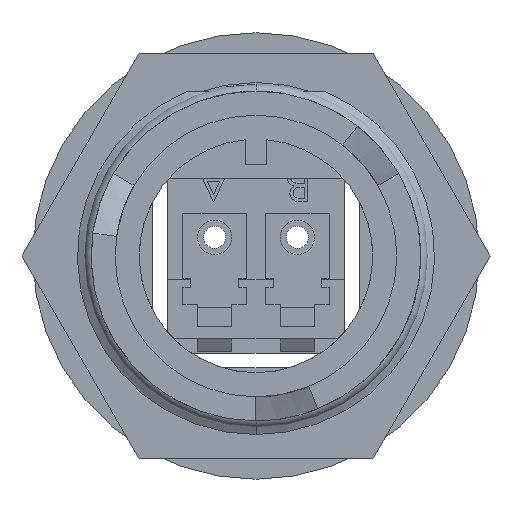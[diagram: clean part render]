
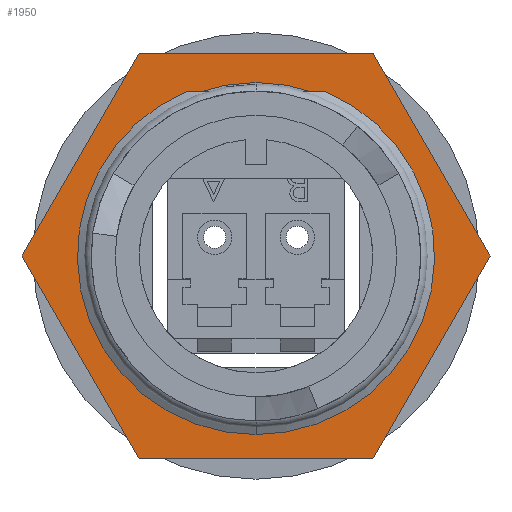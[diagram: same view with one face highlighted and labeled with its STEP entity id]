
A CAD part, front view. The second image highlights one B-rep face of the part: STEP entity #1950.
In plain terms, the highlighted planar face has unit normal (0, -1, 0).
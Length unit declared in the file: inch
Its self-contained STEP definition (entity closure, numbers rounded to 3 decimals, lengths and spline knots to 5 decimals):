
#1835 = EDGE_CURVE ( 'NONE', #1852, #1836, #8067, .T. ) ;
#1836 = VERTEX_POINT ( 'NONE', #8120 ) ;
#1846 = EDGE_CURVE ( 'NONE', #1836, #1847, #8104, .T. ) ;
#1847 = VERTEX_POINT ( 'NONE', #8100 ) ;
#1850 = EDGE_CURVE ( 'NONE', #1851, #1852, #8099, .T. ) ;
#1851 = VERTEX_POINT ( 'NONE', #8095 ) ;
#1852 = VERTEX_POINT ( 'NONE', #8094 ) ;
#1866 = EDGE_CURVE ( 'NONE', #1867, #1868, #8171, .T. ) ;
#1867 = VERTEX_POINT ( 'NONE', #8167 ) ;
#1868 = VERTEX_POINT ( 'NONE', #8166 ) ;
#1877 = EDGE_CURVE ( 'NONE', #1895, #1851, #8154, .T. ) ;
#1894 = EDGE_CURVE ( 'NONE', #1912, #1895, #8182, .T. ) ;
#1895 = VERTEX_POINT ( 'NONE', #8242 ) ;
#1911 = EDGE_CURVE ( 'NONE', #1847, #1912, #8217, .T. ) ;
#1912 = VERTEX_POINT ( 'NONE', #8213 ) ;
#1934 = ORIENTED_EDGE ( 'NONE', *, *, #1850, .F. ) ;
#1935 = ORIENTED_EDGE ( 'NONE', *, *, #1877, .F. ) ;
#1936 = ORIENTED_EDGE ( 'NONE', *, *, #1894, .F. ) ;
#1937 = ORIENTED_EDGE ( 'NONE', *, *, #1911, .F. ) ;
#1938 = ORIENTED_EDGE ( 'NONE', *, *, #1846, .F. ) ;
#1939 = ORIENTED_EDGE ( 'NONE', *, *, #1835, .F. ) ;
#1950 = ADVANCED_FACE ( 'NONE', ( #8292, #8291 ), #8297, .F. ) ;
#1951 = EDGE_LOOP ( 'NONE', ( #1952, #1954 ) ) ;
#1952 = ORIENTED_EDGE ( 'NONE', *, *, #1953, .T. ) ;
#1953 = EDGE_CURVE ( 'NONE', #1868, #1867, #8286, .T. ) ;
#1954 = ORIENTED_EDGE ( 'NONE', *, *, #1866, .T. ) ;
#1955 = EDGE_LOOP ( 'NONE', ( #1934, #1935, #1936, #1937, #1938, #1939 ) ) ;
#8064 = DIRECTION ( 'NONE',  ( -0.5, 0., -0.866 ) ) ;
#8065 = VECTOR ( 'NONE', #8064, 39.37008 ) ;
#8066 = CARTESIAN_POINT ( 'NONE',  ( 0.68127, 0., 0. ) ) ;
#8067 = LINE ( 'NONE', #8066, #8065 ) ;
#8094 = CARTESIAN_POINT ( 'NONE',  ( 0.68127, 0., 0. ) ) ;
#8095 = CARTESIAN_POINT ( 'NONE',  ( 0.34064, 0., 0.59 ) ) ;
#8096 = DIRECTION ( 'NONE',  ( 0.5, 0., -0.866 ) ) ;
#8097 = VECTOR ( 'NONE', #8096, 39.37008 ) ;
#8098 = CARTESIAN_POINT ( 'NONE',  ( 0.34064, 0., 0.59 ) ) ;
#8099 = LINE ( 'NONE', #8098, #8097 ) ;
#8100 = CARTESIAN_POINT ( 'NONE',  ( -0.34064, 0., -0.59 ) ) ;
#8101 = DIRECTION ( 'NONE',  ( -1., 0., 0. ) ) ;
#8102 = VECTOR ( 'NONE', #8101, 39.37008 ) ;
#8103 = CARTESIAN_POINT ( 'NONE',  ( 0.34064, 0., -0.59 ) ) ;
#8104 = LINE ( 'NONE', #8103, #8102 ) ;
#8120 = CARTESIAN_POINT ( 'NONE',  ( 0.34064, 0., -0.59 ) ) ;
#8154 = LINE ( 'NONE', #8211, #8210 ) ;
#8166 = CARTESIAN_POINT ( 'NONE',  ( 0., 0., 0.505 ) ) ;
#8167 = CARTESIAN_POINT ( 'NONE',  ( 0., 0., -0.505 ) ) ;
#8168 = DIRECTION ( 'NONE',  ( 0., 0., 1. ) ) ;
#8169 = DIRECTION ( 'NONE',  ( 0., 1., 0. ) ) ;
#8170 = AXIS2_PLACEMENT_3D ( 'NONE', #8176, #8169, #8168 ) ;
#8171 = CIRCLE ( 'NONE', #8170, 0.505 ) ;
#8176 = CARTESIAN_POINT ( 'NONE',  ( 0., 0., 0. ) ) ;
#8179 = DIRECTION ( 'NONE',  ( 0.5, 0., 0.866 ) ) ;
#8180 = VECTOR ( 'NONE', #8179, 39.37008 ) ;
#8181 = CARTESIAN_POINT ( 'NONE',  ( -0.68127, 0., 0. ) ) ;
#8182 = LINE ( 'NONE', #8181, #8180 ) ;
#8209 = DIRECTION ( 'NONE',  ( 1., 0., 0. ) ) ;
#8210 = VECTOR ( 'NONE', #8209, 39.37008 ) ;
#8211 = CARTESIAN_POINT ( 'NONE',  ( -0.34064, 0., 0.59 ) ) ;
#8213 = CARTESIAN_POINT ( 'NONE',  ( -0.68127, 0., 0. ) ) ;
#8214 = DIRECTION ( 'NONE',  ( -0.5, 0., 0.866 ) ) ;
#8215 = VECTOR ( 'NONE', #8214, 39.37008 ) ;
#8216 = CARTESIAN_POINT ( 'NONE',  ( -0.34064, 0., -0.59 ) ) ;
#8217 = LINE ( 'NONE', #8216, #8215 ) ;
#8242 = CARTESIAN_POINT ( 'NONE',  ( -0.34064, 0., 0.59 ) ) ;
#8282 = DIRECTION ( 'NONE',  ( 0., 0., 1. ) ) ;
#8283 = DIRECTION ( 'NONE',  ( 0., 1., 0. ) ) ;
#8284 = CARTESIAN_POINT ( 'NONE',  ( 0., 0., 0. ) ) ;
#8285 = AXIS2_PLACEMENT_3D ( 'NONE', #8284, #8283, #8282 ) ;
#8286 = CIRCLE ( 'NONE', #8285, 0.505 ) ;
#8287 = DIRECTION ( 'NONE',  ( 0., 0., 1. ) ) ;
#8288 = DIRECTION ( 'NONE',  ( 0., 1., 0. ) ) ;
#8289 = CARTESIAN_POINT ( 'NONE',  ( 0.68127, 0., 0. ) ) ;
#8290 = AXIS2_PLACEMENT_3D ( 'NONE', #8289, #8288, #8287 ) ;
#8291 = FACE_OUTER_BOUND ( 'NONE', #1955, .T. ) ;
#8292 = FACE_BOUND ( 'NONE', #1951, .T. ) ;
#8297 = PLANE ( 'NONE',  #8290 ) ;
